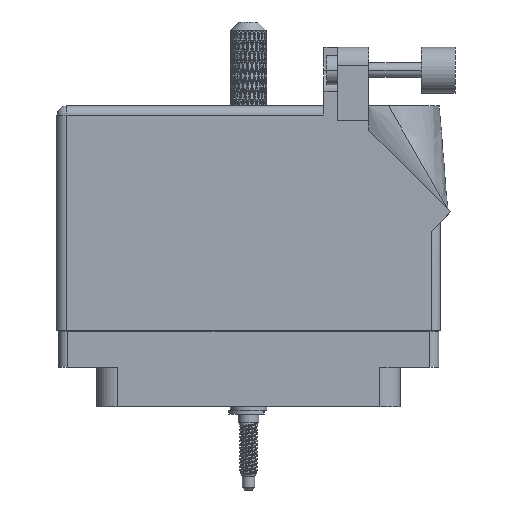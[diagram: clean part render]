
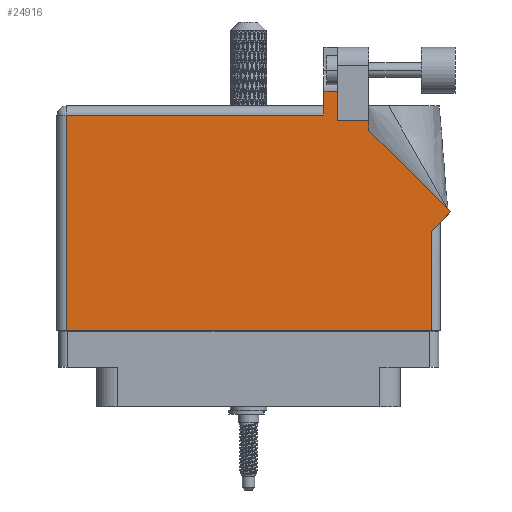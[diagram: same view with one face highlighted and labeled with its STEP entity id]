
A CAD part, front view. The second image highlights one B-rep face of the part: STEP entity #24916.
In plain terms, the highlighted face is planar.
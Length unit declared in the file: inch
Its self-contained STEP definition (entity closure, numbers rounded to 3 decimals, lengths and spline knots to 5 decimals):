
#740 = DIRECTION ( 'NONE',  ( 0., -1., 0. ) ) ;
#1790 = VECTOR ( 'NONE', #103182, 39.37008 ) ;
#2254 = VERTEX_POINT ( 'NONE', #96410 ) ;
#3284 = CARTESIAN_POINT ( 'NONE',  ( 0.82, 1.33, 0.455 ) ) ;
#3582 = VERTEX_POINT ( 'NONE', #110366 ) ;
#4094 = VERTEX_POINT ( 'NONE', #54918 ) ;
#7151 = DIRECTION ( 'NONE',  ( 0., 1., 0. ) ) ;
#7532 = LINE ( 'NONE', #66098, #1790 ) ;
#7922 = VECTOR ( 'NONE', #66850, 39.37008 ) ;
#8234 = EDGE_CURVE ( 'NONE', #36006, #2254, #83705, .T. ) ;
#10905 = ORIENTED_EDGE ( 'NONE', *, *, #88268, .T. ) ;
#11580 = DIRECTION ( 'NONE',  ( 0.707, 0.707, 0. ) ) ;
#11815 = LINE ( 'NONE', #95042, #88635 ) ;
#15429 = VECTOR ( 'NONE', #73203, 39.37008 ) ;
#16259 = CARTESIAN_POINT ( 'NONE',  ( 1.244, -0.1, 0.455 ) ) ;
#16810 = CARTESIAN_POINT ( 'NONE',  ( 0.82, 1.26442, 0.455 ) ) ;
#17187 = EDGE_CURVE ( 'NONE', #4094, #99333, #11815, .T. ) ;
#22077 = EDGE_CURVE ( 'NONE', #2254, #4094, #39516, .T. ) ;
#22787 = CARTESIAN_POINT ( 'NONE',  ( 0.607, 1.5315, 0.455 ) ) ;
#23170 = CARTESIAN_POINT ( 'NONE',  ( 0.607, 1.33, 0.455 ) ) ;
#23530 = EDGE_CURVE ( 'NONE', #78238, #32420, #34990, .T. ) ;
#24375 = VERTEX_POINT ( 'NONE', #106343 ) ;
#24916 = ADVANCED_FACE ( 'NONE', ( #31998 ), #118044, .F. ) ;
#26121 = CARTESIAN_POINT ( 'NONE',  ( 0.82, 1.33, 0.455 ) ) ;
#30802 = DIRECTION ( 'NONE',  ( 0., 0., -1. ) ) ;
#31473 = ORIENTED_EDGE ( 'NONE', *, *, #8234, .T. ) ;
#31998 = FACE_OUTER_BOUND ( 'NONE', #56636, .T. ) ;
#32420 = VERTEX_POINT ( 'NONE', #23170 ) ;
#33979 = LINE ( 'NONE', #59591, #76693 ) ;
#34990 = LINE ( 'NONE', #3284, #7922 ) ;
#36006 = VERTEX_POINT ( 'NONE', #42439 ) ;
#37558 = CARTESIAN_POINT ( 'NONE',  ( 1.244, 0.637, 0.455 ) ) ;
#37712 = VECTOR ( 'NONE', #740, 39.37008 ) ;
#39516 = LINE ( 'NONE', #91901, #15429 ) ;
#42439 = CARTESIAN_POINT ( 'NONE',  ( 0.513, 1.368, 0.455 ) ) ;
#46847 = LINE ( 'NONE', #107842, #53904 ) ;
#46901 = EDGE_CURVE ( 'NONE', #99333, #24375, #68568, .T. ) ;
#49489 = VECTOR ( 'NONE', #80530, 39.37008 ) ;
#49890 = ORIENTED_EDGE ( 'NONE', *, *, #22077, .T. ) ;
#50001 = ORIENTED_EDGE ( 'NONE', *, *, #23530, .T. ) ;
#52234 = ORIENTED_EDGE ( 'NONE', *, *, #106098, .T. ) ;
#53714 = CARTESIAN_POINT ( 'NONE',  ( 1.306, 0.637, 0.455 ) ) ;
#53904 = VECTOR ( 'NONE', #7151, 39.37008 ) ;
#54918 = CARTESIAN_POINT ( 'NONE',  ( -1.244, -0.1, 0.455 ) ) ;
#56636 = EDGE_LOOP ( 'NONE', ( #73983, #82372, #112456, #31473, #49890, #111001, #108746, #52234, #70086, #10905, #50001 ) ) ;
#56778 = EDGE_CURVE ( 'NONE', #94191, #100377, #7532, .T. ) ;
#57793 = CARTESIAN_POINT ( 'NONE',  ( -1.306, 1.43, 0.455 ) ) ;
#58888 = AXIS2_PLACEMENT_3D ( 'NONE', #57793, #30802, #102467 ) ;
#59591 = CARTESIAN_POINT ( 'NONE',  ( 1.37671, 0.70771, 0.455 ) ) ;
#66098 = CARTESIAN_POINT ( 'NONE',  ( 0.93777, 1.5315, 0.455 ) ) ;
#66850 = DIRECTION ( 'NONE',  ( -1., 0., 0. ) ) ;
#68568 = LINE ( 'NONE', #37558, #95699 ) ;
#68785 = VECTOR ( 'NONE', #11580, 39.37008 ) ;
#70086 = ORIENTED_EDGE ( 'NONE', *, *, #91716, .T. ) ;
#73203 = DIRECTION ( 'NONE',  ( 0., -1., 0. ) ) ;
#73983 = ORIENTED_EDGE ( 'NONE', *, *, #100281, .T. ) ;
#75638 = LINE ( 'NONE', #16810, #106972 ) ;
#75647 = VERTEX_POINT ( 'NONE', #100556 ) ;
#76693 = VECTOR ( 'NONE', #79172, 39.37008 ) ;
#78238 = VERTEX_POINT ( 'NONE', #26121 ) ;
#78778 = LINE ( 'NONE', #53714, #68785 ) ;
#79172 = DIRECTION ( 'NONE',  ( -0.707, 0.707, 0. ) ) ;
#80530 = DIRECTION ( 'NONE',  ( -1., 0., 0. ) ) ;
#80576 = EDGE_CURVE ( 'NONE', #100377, #36006, #101762, .T. ) ;
#81948 = DIRECTION ( 'NONE',  ( 0., 1., 0. ) ) ;
#82372 = ORIENTED_EDGE ( 'NONE', *, *, #56778, .T. ) ;
#83705 = LINE ( 'NONE', #108428, #49489 ) ;
#84503 = DIRECTION ( 'NONE',  ( 0., 1., 0. ) ) ;
#88268 = EDGE_CURVE ( 'NONE', #75647, #78238, #75638, .T. ) ;
#88635 = VECTOR ( 'NONE', #105399, 39.37008 ) ;
#91716 = EDGE_CURVE ( 'NONE', #3582, #75647, #33979, .T. ) ;
#91901 = CARTESIAN_POINT ( 'NONE',  ( -1.244, -0.1, 0.455 ) ) ;
#94191 = VERTEX_POINT ( 'NONE', #22787 ) ;
#95042 = CARTESIAN_POINT ( 'NONE',  ( -1.306, -0.1, 0.455 ) ) ;
#95699 = VECTOR ( 'NONE', #84503, 39.37008 ) ;
#96410 = CARTESIAN_POINT ( 'NONE',  ( -1.244, 1.368, 0.455 ) ) ;
#99333 = VERTEX_POINT ( 'NONE', #16259 ) ;
#100281 = EDGE_CURVE ( 'NONE', #32420, #94191, #46847, .T. ) ;
#100377 = VERTEX_POINT ( 'NONE', #117352 ) ;
#100556 = CARTESIAN_POINT ( 'NONE',  ( 0.82, 1.26442, 0.455 ) ) ;
#101762 = LINE ( 'NONE', #103819, #37712 ) ;
#102467 = DIRECTION ( 'NONE',  ( -1., 0., 0. ) ) ;
#103182 = DIRECTION ( 'NONE',  ( -1., 0., 0. ) ) ;
#103819 = CARTESIAN_POINT ( 'NONE',  ( 0.513, 1.43, 0.455 ) ) ;
#105399 = DIRECTION ( 'NONE',  ( 1., 0., 0. ) ) ;
#106098 = EDGE_CURVE ( 'NONE', #24375, #3582, #78778, .T. ) ;
#106343 = CARTESIAN_POINT ( 'NONE',  ( 1.244, 0.575, 0.455 ) ) ;
#106972 = VECTOR ( 'NONE', #81948, 39.37008 ) ;
#107842 = CARTESIAN_POINT ( 'NONE',  ( 0.607, 1.33, 0.455 ) ) ;
#108428 = CARTESIAN_POINT ( 'NONE',  ( -1.306, 1.368, 0.455 ) ) ;
#108746 = ORIENTED_EDGE ( 'NONE', *, *, #46901, .T. ) ;
#110366 = CARTESIAN_POINT ( 'NONE',  ( 1.37671, 0.70771, 0.455 ) ) ;
#111001 = ORIENTED_EDGE ( 'NONE', *, *, #17187, .T. ) ;
#112456 = ORIENTED_EDGE ( 'NONE', *, *, #80576, .T. ) ;
#117352 = CARTESIAN_POINT ( 'NONE',  ( 0.513, 1.5315, 0.455 ) ) ;
#118044 = PLANE ( 'NONE',  #58888 ) ;
